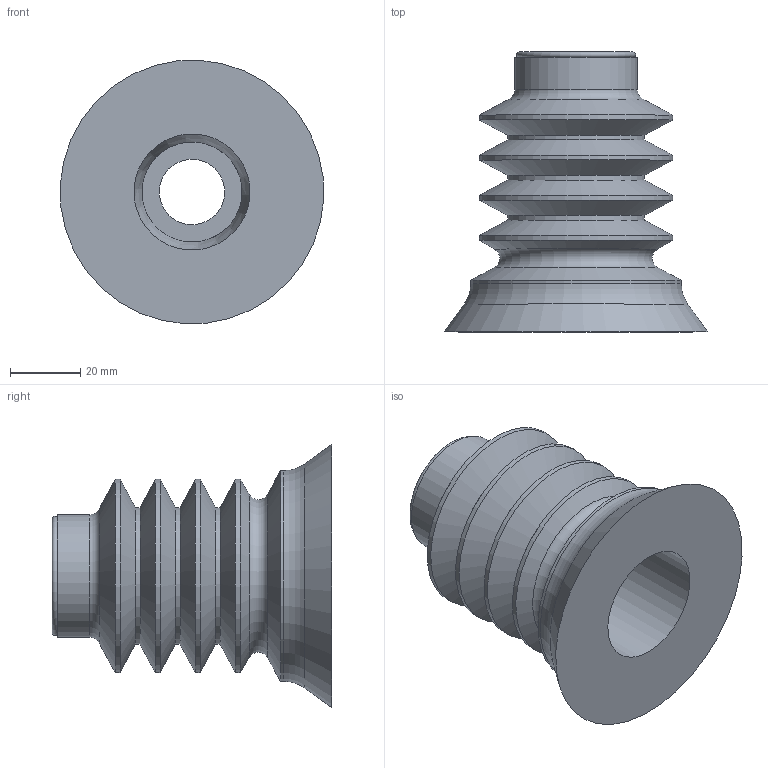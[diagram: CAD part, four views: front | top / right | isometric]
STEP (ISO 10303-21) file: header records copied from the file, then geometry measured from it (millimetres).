
FILE_DESCRIPTION(/* description */ (''),/* implementation_level */ '2;1');
FILE_NAME(/* name */ 'vf75-5sb_rac21r1-2h.stp',/* time_stamp */ '2020-10-28T12:11:17+01:00',/* author */ ('enginyeria'),/* organization */ (''),/* preprocessor_version */ 'ST-DEVELOPER v17.2',/* originating_system */ 'Autodesk Inventor 2019',/* authorisation */ '');
FILE_SCHEMA (('CONFIG_CONTROL_DESIGN'));
Length unit declared in the file: millimetre
Products named in the file (1): Pieza108
Bounding box: 74.88 x 79.6 x 74.88 mm (x, y, z)
Volume: 93121.8 mm3; surface area: 31905.4 mm2
Topology: 1 solids, 2 shells, 36 faces, 107 edges, 77 vertices
Faces by surface type: cylinder 14, cone 12, plane 6, torus 4
Full cylindrical faces by diameter (mm): 18.631 x1, 23 x1, 28.5 x2, 33.027 x1, 35 x1, 39 x3, 55 x4, 60 x1
Entity records: 1389 total; most frequent: DIRECTION 262, CARTESIAN_POINT 221, ORIENTED_EDGE 214, AXIS2_PLACEMENT_3D 118, EDGE_CURVE 107, CIRCLE 81, VERTEX_POINT 77, EDGE_LOOP 42
